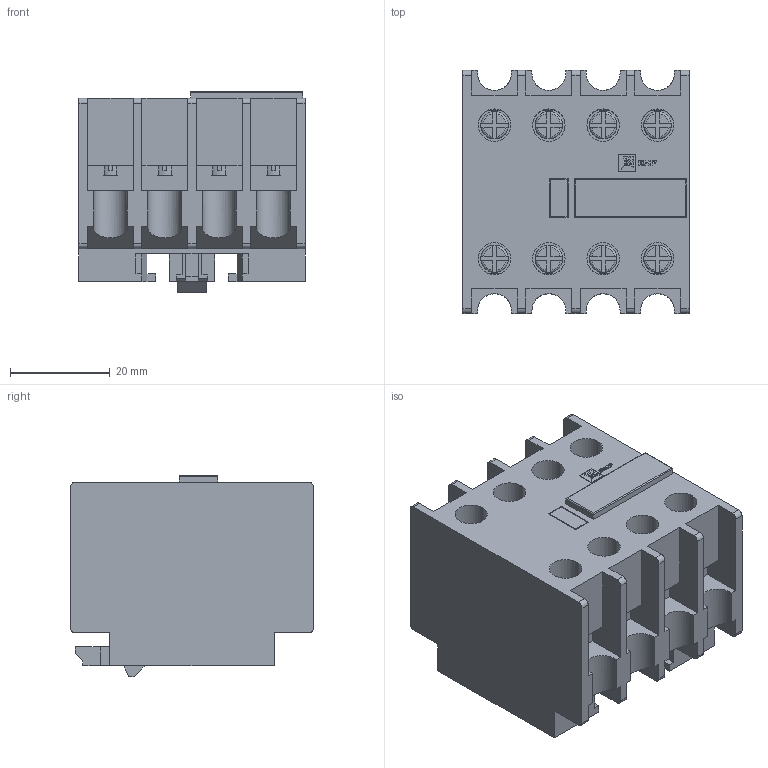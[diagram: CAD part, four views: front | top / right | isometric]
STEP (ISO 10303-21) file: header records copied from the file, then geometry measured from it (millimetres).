
FILE_DESCRIPTION (( 'STEP AP203' ), '1' );
FILE_NAME ('Ïðèñòàâêà êîíòàêòîðíàÿ ÏÊÝ-40.STEP', '2018-09-04T06:54:08', ( '' ), ( '' ), 'SwSTEP 2.0', 'SolidWorks 2017', '' );
FILE_SCHEMA (( 'CONFIG_CONTROL_DESIGN' ));
Length unit declared in the file: millimetre
Products named in the file (1): Ïðèñòàâêà êîíòàêòîðíàÿ ÏÊÝ-40
Bounding box: 45.4 x 48.8 x 40.4 mm (x, y, z)
Volume: 52805.3 mm3; surface area: 22519.1 mm2
Topology: 2 solids, 2 shells, 583 faces, 1667 edges, 1104 vertices
Faces by surface type: plane 458, cylinder 75, torus 32, bspline 18
Entity records: 19670 total; most frequent: CARTESIAN_POINT 4377, ORIENTED_EDGE 3334, DIRECTION 2933, EDGE_CURVE 1667, VECTOR 1309, LINE 1309, VERTEX_POINT 1104, AXIS2_PLACEMENT_3D 812
